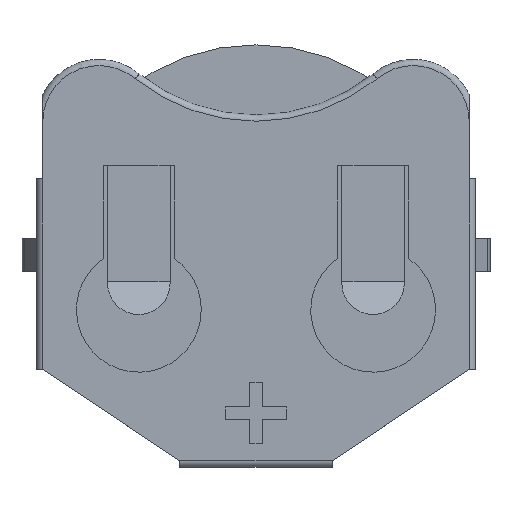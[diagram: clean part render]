
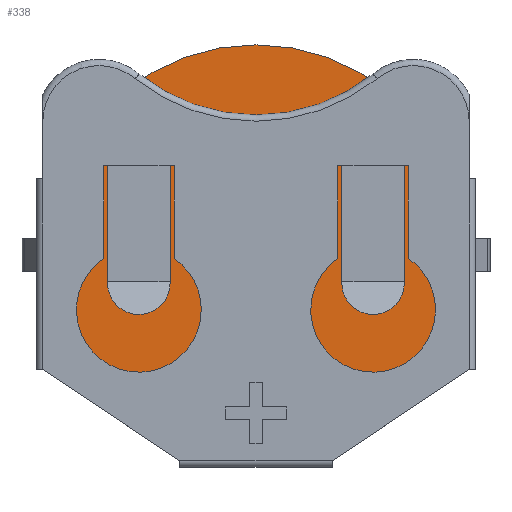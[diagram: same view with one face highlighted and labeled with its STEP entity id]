
A CAD part, top view. The second image highlights one B-rep face of the part: STEP entity #338.
In plain terms, the highlighted planar face has unit normal (0, 0, 1).
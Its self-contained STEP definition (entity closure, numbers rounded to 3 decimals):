
#266 = CYLINDRICAL_SURFACE('',#267,10.);
#267 = AXIS2_PLACEMENT_3D('',#268,#269,#270);
#268 = CARTESIAN_POINT('',(0.,0.1,3.2));
#269 = DIRECTION('',(0.,0.,1.));
#270 = DIRECTION('',(1.,0.,0.));
#284 = VERTEX_POINT('',#285);
#285 = CARTESIAN_POINT('',(10.,0.1,3.2));
#306 = EDGE_CURVE('',#284,#284,#307,.T.);
#307 = SURFACE_CURVE('',#308,(#313,#320),.PCURVE_S1.);
#308 = CIRCLE('',#309,10.);
#309 = AXIS2_PLACEMENT_3D('',#310,#311,#312);
#310 = CARTESIAN_POINT('',(0.,0.1,3.2));
#311 = DIRECTION('',(0.,0.,-1.));
#312 = DIRECTION('',(1.,0.,0.));
#313 = PCURVE('',#266,#314);
#314 = DEFINITIONAL_REPRESENTATION('',(#315),#319);
#315 = LINE('',#316,#317);
#316 = CARTESIAN_POINT('',(-0.,0.));
#317 = VECTOR('',#318,1.);
#318 = DIRECTION('',(-1.,0.));
#319 = ( GEOMETRIC_REPRESENTATION_CONTEXT(2) 
PARAMETRIC_REPRESENTATION_CONTEXT() REPRESENTATION_CONTEXT('2D SPACE',''
  ) );
#320 = PCURVE('',#321,#326);
#321 = PLANE('',#322);
#322 = AXIS2_PLACEMENT_3D('',#323,#324,#325);
#323 = CARTESIAN_POINT('',(0.,0.1,3.2));
#324 = DIRECTION('',(0.,0.,1.));
#325 = DIRECTION('',(0.,1.,0.));
#326 = DEFINITIONAL_REPRESENTATION('',(#327),#335);
#327 = ( BOUNDED_CURVE() B_SPLINE_CURVE(2,(#328,#329,#330,#331,#332,#333
,#334),.UNSPECIFIED.,.T.,.F.) B_SPLINE_CURVE_WITH_KNOTS((1,2,2,2,2,1),(
    -2.094,0.,2.094,4.189,6.283,
8.378),.UNSPECIFIED.) CURVE() GEOMETRIC_REPRESENTATION_ITEM() 
RATIONAL_B_SPLINE_CURVE((1.,0.5,1.,0.5,1.,0.5,1.)) REPRESENTATION_ITEM(
  '') );
#328 = CARTESIAN_POINT('',(0.,-10.));
#329 = CARTESIAN_POINT('',(-17.321,-10.));
#330 = CARTESIAN_POINT('',(-8.66,5.));
#331 = CARTESIAN_POINT('',(0.,20.));
#332 = CARTESIAN_POINT('',(8.66,5.));
#333 = CARTESIAN_POINT('',(17.321,-10.));
#334 = CARTESIAN_POINT('',(0.,-10.));
#335 = ( GEOMETRIC_REPRESENTATION_CONTEXT(2) 
PARAMETRIC_REPRESENTATION_CONTEXT() REPRESENTATION_CONTEXT('2D SPACE',''
  ) );
#338 = ADVANCED_FACE('',(#339),#321,.T.);
#339 = FACE_BOUND('',#340,.F.);
#340 = EDGE_LOOP('',(#341));
#341 = ORIENTED_EDGE('',*,*,#306,.T.);
